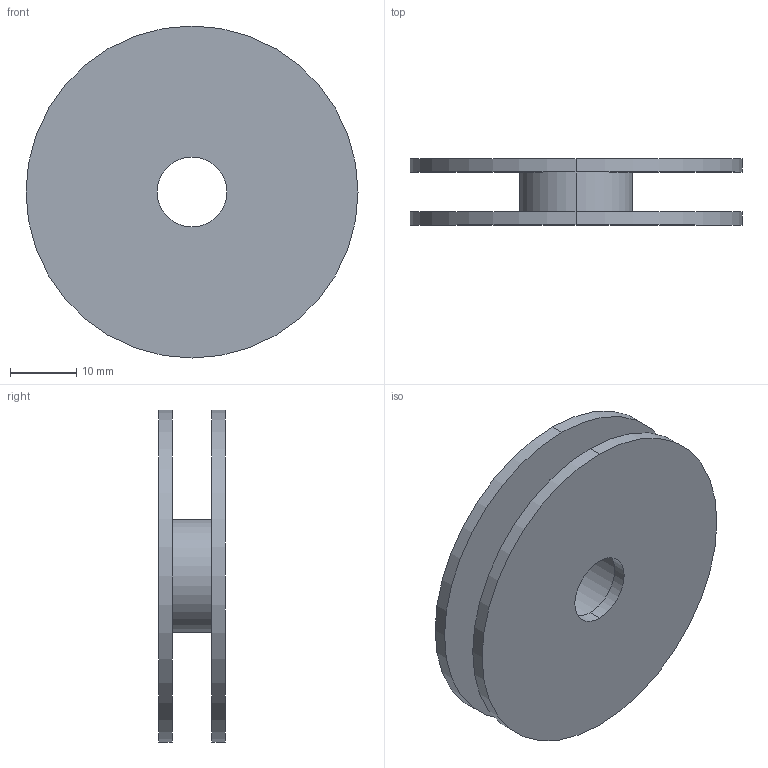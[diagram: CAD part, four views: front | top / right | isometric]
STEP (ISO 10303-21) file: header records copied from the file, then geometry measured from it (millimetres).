
FILE_DESCRIPTION (( 'STEP AP203' ), '1' );
FILE_NAME ('60195-GU.step', '2020-10-30T07:07:41', ( '' ), ( '' ), 'SwSTEP 2.0', 'SolidWorks 2018', '' );
FILE_SCHEMA (( 'CONFIG_CONTROL_DESIGN' ));
Length unit declared in the file: millimetre
Products named in the file (5): 60195-GU Teil1_60195-GU Teil1; 60195-GU Teil1; 60195-GU Teil2; 60195-GU Teil2_60195-GU Teil2; 60195-GU
Assembly tree (2 placements, depth 2):
  60195-GU Teil1
  60195-GU Teil2
  60195-GU
    60195-GU Teil1_60195-GU Teil1
    60195-GU Teil2_60195-GU Teil2
Bounding box: 50 x 10 x 50 mm (x, y, z)
Volume: 7787.9 mm3; surface area: 8720.5 mm2
Topology: 2 solids, 2 shells, 224 faces, 589 edges, 392 vertices
Faces by surface type: plane 113, bspline 99, cylinder 10, cone 2
Entity records: 12722 total; most frequent: CARTESIAN_POINT 7382, ORIENTED_EDGE 1178, DIRECTION 675, EDGE_CURVE 589, VERTEX_POINT 392, VECTOR 369, LINE 369, EDGE_LOOP 251
